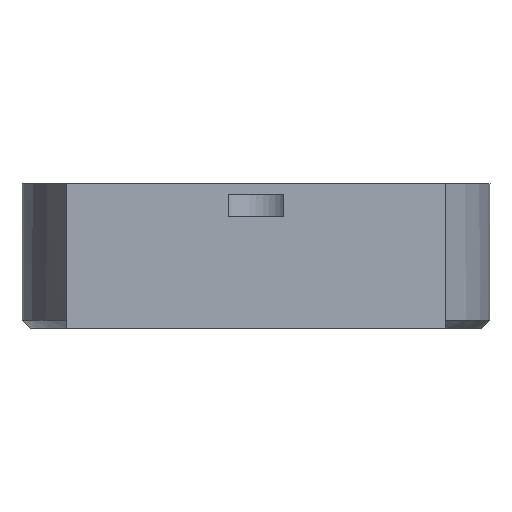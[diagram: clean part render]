
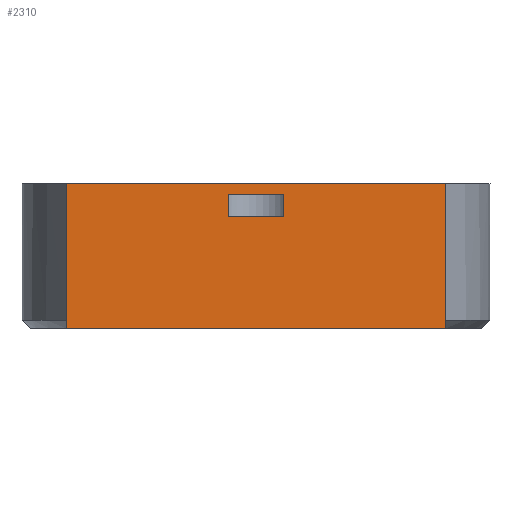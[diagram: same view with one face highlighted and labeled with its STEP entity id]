
A CAD part, left-side view. The second image highlights one B-rep face of the part: STEP entity #2310.
In plain terms, the highlighted planar face has unit normal (-1, 0, 0).
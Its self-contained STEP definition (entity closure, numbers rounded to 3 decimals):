
#1191 = VERTEX_POINT('',#1192);
#1192 = CARTESIAN_POINT('',(-96.329,-17.,0.));
#1200 = EDGE_CURVE('',#1201,#1191,#1203,.T.);
#1201 = VERTEX_POINT('',#1202);
#1202 = CARTESIAN_POINT('',(-96.329,17.,0.));
#1203 = LINE('',#1204,#1205);
#1204 = CARTESIAN_POINT('',(-96.329,17.,0.));
#1205 = VECTOR('',#1206,1.);
#1206 = DIRECTION('',(0.,-1.,0.));
#1509 = VERTEX_POINT('',#1510);
#1510 = CARTESIAN_POINT('',(-96.329,-17.,13.));
#1570 = VERTEX_POINT('',#1571);
#1571 = CARTESIAN_POINT('',(-96.329,17.,13.));
#1577 = EDGE_CURVE('',#1509,#1570,#1578,.T.);
#1578 = LINE('',#1579,#1580);
#1579 = CARTESIAN_POINT('',(-96.329,-17.,13.));
#1580 = VECTOR('',#1581,1.);
#1581 = DIRECTION('',(0.,1.,0.));
#1830 = EDGE_CURVE('',#1201,#1570,#1831,.T.);
#1831 = LINE('',#1832,#1833);
#1832 = CARTESIAN_POINT('',(-96.329,17.,0.));
#1833 = VECTOR('',#1834,1.);
#1834 = DIRECTION('',(0.,0.,1.));
#1898 = EDGE_CURVE('',#1191,#1509,#1899,.T.);
#1899 = LINE('',#1900,#1901);
#1900 = CARTESIAN_POINT('',(-96.329,-17.,2.));
#1901 = VECTOR('',#1902,1.);
#1902 = DIRECTION('',(0.,0.,1.));
#2310 = ADVANCED_FACE('',(#2311,#2317),#2351,.T.);
#2311 = FACE_BOUND('',#2312,.T.);
#2312 = EDGE_LOOP('',(#2313,#2314,#2315,#2316));
#2313 = ORIENTED_EDGE('',*,*,#1830,.F.);
#2314 = ORIENTED_EDGE('',*,*,#1200,.T.);
#2315 = ORIENTED_EDGE('',*,*,#1898,.T.);
#2316 = ORIENTED_EDGE('',*,*,#1577,.T.);
#2317 = FACE_BOUND('',#2318,.T.);
#2318 = EDGE_LOOP('',(#2319,#2329,#2337,#2345));
#2319 = ORIENTED_EDGE('',*,*,#2320,.F.);
#2320 = EDGE_CURVE('',#2321,#2323,#2325,.T.);
#2321 = VERTEX_POINT('',#2322);
#2322 = CARTESIAN_POINT('',(-96.329,2.5,12.));
#2323 = VERTEX_POINT('',#2324);
#2324 = CARTESIAN_POINT('',(-96.329,2.5,10.));
#2325 = LINE('',#2326,#2327);
#2326 = CARTESIAN_POINT('',(-96.329,2.5,12.));
#2327 = VECTOR('',#2328,1.);
#2328 = DIRECTION('',(0.,0.,-1.));
#2329 = ORIENTED_EDGE('',*,*,#2330,.F.);
#2330 = EDGE_CURVE('',#2331,#2321,#2333,.T.);
#2331 = VERTEX_POINT('',#2332);
#2332 = CARTESIAN_POINT('',(-96.329,-2.5,12.));
#2333 = LINE('',#2334,#2335);
#2334 = CARTESIAN_POINT('',(-96.329,-2.5,12.));
#2335 = VECTOR('',#2336,1.);
#2336 = DIRECTION('',(0.,1.,0.));
#2337 = ORIENTED_EDGE('',*,*,#2338,.F.);
#2338 = EDGE_CURVE('',#2339,#2331,#2341,.T.);
#2339 = VERTEX_POINT('',#2340);
#2340 = CARTESIAN_POINT('',(-96.329,-2.5,10.));
#2341 = LINE('',#2342,#2343);
#2342 = CARTESIAN_POINT('',(-96.329,-2.5,10.));
#2343 = VECTOR('',#2344,1.);
#2344 = DIRECTION('',(0.,0.,1.));
#2345 = ORIENTED_EDGE('',*,*,#2346,.F.);
#2346 = EDGE_CURVE('',#2323,#2339,#2347,.T.);
#2347 = LINE('',#2348,#2349);
#2348 = CARTESIAN_POINT('',(-96.329,2.5,10.));
#2349 = VECTOR('',#2350,1.);
#2350 = DIRECTION('',(0.,-1.,0.));
#2351 = PLANE('',#2352);
#2352 = AXIS2_PLACEMENT_3D('',#2353,#2354,#2355);
#2353 = CARTESIAN_POINT('',(-96.329,0.,6.5));
#2354 = DIRECTION('',(-1.,-0.,-0.));
#2355 = DIRECTION('',(0.,0.,-1.));
